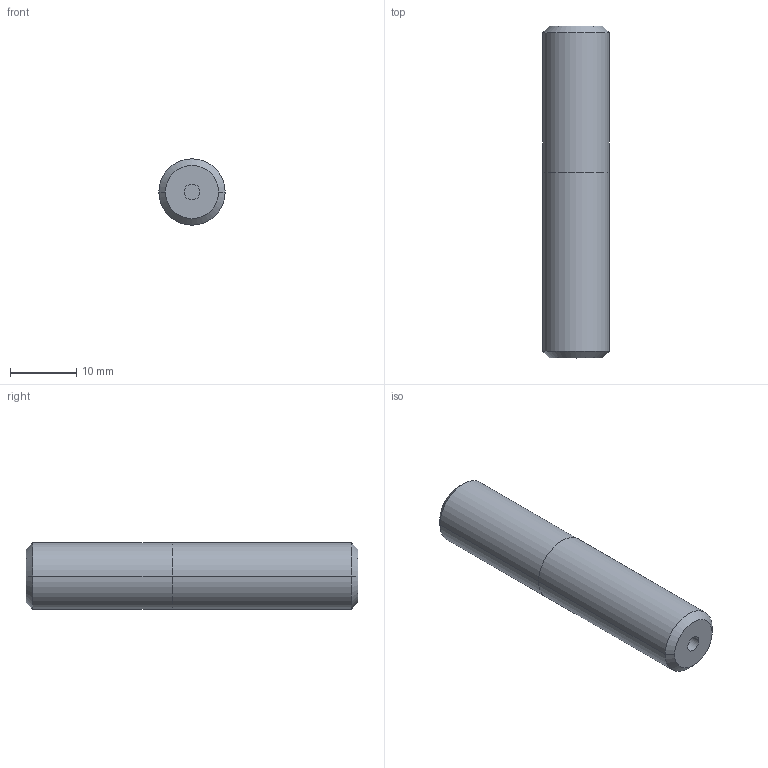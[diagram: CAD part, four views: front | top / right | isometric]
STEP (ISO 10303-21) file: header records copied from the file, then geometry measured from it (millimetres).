
FILE_DESCRIPTION(('STEP AP214'),'1');
FILE_NAME('tmp0.STP',' ',(' '),(' '),'XStep 1.0',' ',' ');
FILE_SCHEMA(('automotive_design'));
Length unit declared in the file: millimetre
Products named in the file (6): NONE
Bounding box: 10 x 50 x 10 mm (x, y, z)
Volume: 3276.5 mm3; surface area: 3953.2 mm2
Topology: 6 solids, 6 shells, 160 faces, 380 edges, 244 vertices
Faces by surface type: plane 62, cylinder 58, cone 38, torus 2
Entity records: 6090 total; most frequent: DIRECTION 886, CARTESIAN_POINT 802, ORIENTED_EDGE 760, EDGE_CURVE 380, AXIS2_PLACEMENT_3D 344, VERTEX_POINT 244, LINE 198, VECTOR 198
